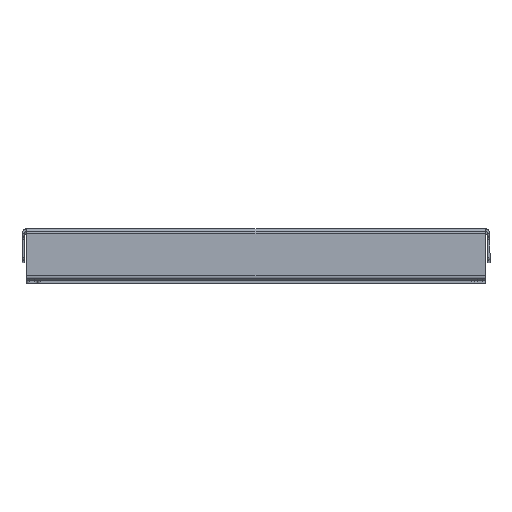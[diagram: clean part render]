
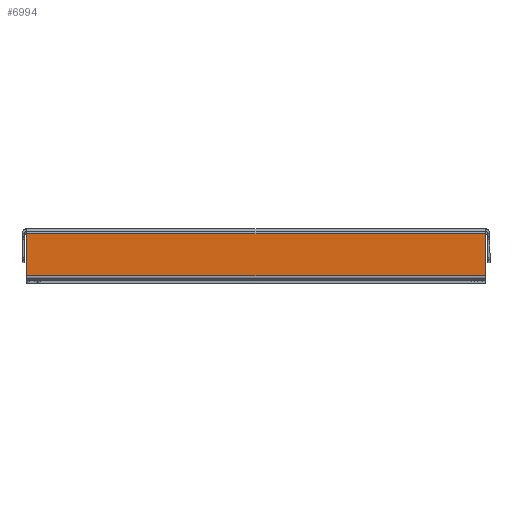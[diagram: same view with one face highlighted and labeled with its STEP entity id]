
A CAD part, top view. The second image highlights one B-rep face of the part: STEP entity #6994.
In plain terms, the highlighted planar face has unit normal (0, 0, 1).
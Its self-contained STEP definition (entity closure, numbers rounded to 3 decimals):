
#179 = LINE ( 'NONE', #3435, #10028 ) ;
#649 = VECTOR ( 'NONE', #3200, 1000. ) ;
#906 = CARTESIAN_POINT ( 'NONE',  ( 146., -30., 449. ) ) ;
#1437 = PLANE ( 'NONE',  #7486 ) ;
#1819 = CARTESIAN_POINT ( 'NONE',  ( 146., -30., 449. ) ) ;
#2021 = CARTESIAN_POINT ( 'NONE',  ( 0., 0., 449. ) ) ;
#2490 = VERTEX_POINT ( 'NONE', #9331 ) ;
#3168 = LINE ( 'NONE', #5614, #9563 ) ;
#3200 = DIRECTION ( 'NONE',  ( 0., -1., 0. ) ) ;
#3435 = CARTESIAN_POINT ( 'NONE',  ( -146., -1.5, 449. ) ) ;
#3485 = DIRECTION ( 'NONE',  ( 0., 1., 0. ) ) ;
#3635 = ORIENTED_EDGE ( 'NONE', *, *, #7934, .F. ) ;
#3696 = CARTESIAN_POINT ( 'NONE',  ( 146., -3., 449. ) ) ;
#3994 = LINE ( 'NONE', #906, #649 ) ;
#4187 = CARTESIAN_POINT ( 'NONE',  ( -146., -30., 449. ) ) ;
#4228 = EDGE_CURVE ( 'NONE', #5817, #2490, #179, .T. ) ;
#4289 = CARTESIAN_POINT ( 'NONE',  ( 0., -3., 449. ) ) ;
#4341 = DIRECTION ( 'NONE',  ( -1., 0., 0. ) ) ;
#4443 = VECTOR ( 'NONE', #4341, 1000. ) ;
#5614 = CARTESIAN_POINT ( 'NONE',  ( -146., -30., 449. ) ) ;
#5817 = VERTEX_POINT ( 'NONE', #4187 ) ;
#5943 = LINE ( 'NONE', #4289, #4443 ) ;
#6232 = DIRECTION ( 'NONE',  ( 0., -1., 0. ) ) ;
#6235 = VERTEX_POINT ( 'NONE', #3696 ) ;
#6994 = ADVANCED_FACE ( 'NONE', ( #8742 ), #1437, .T. ) ;
#7093 = ORIENTED_EDGE ( 'NONE', *, *, #9001, .F. ) ;
#7486 = AXIS2_PLACEMENT_3D ( 'NONE', #2021, #7739, #6232 ) ;
#7665 = EDGE_CURVE ( 'NONE', #6235, #2490, #5943, .T. ) ;
#7666 = ORIENTED_EDGE ( 'NONE', *, *, #7665, .T. ) ;
#7739 = DIRECTION ( 'NONE',  ( 0., 0., 1. ) ) ;
#7934 = EDGE_CURVE ( 'NONE', #9960, #5817, #3168, .T. ) ;
#8470 = EDGE_LOOP ( 'NONE', ( #7093, #7666, #9802, #3635 ) ) ;
#8742 = FACE_OUTER_BOUND ( 'NONE', #8470, .T. ) ;
#9001 = EDGE_CURVE ( 'NONE', #6235, #9960, #3994, .T. ) ;
#9331 = CARTESIAN_POINT ( 'NONE',  ( -146., -3., 449. ) ) ;
#9563 = VECTOR ( 'NONE', #9721, 1000. ) ;
#9721 = DIRECTION ( 'NONE',  ( -1., 0., 0. ) ) ;
#9802 = ORIENTED_EDGE ( 'NONE', *, *, #4228, .F. ) ;
#9960 = VERTEX_POINT ( 'NONE', #1819 ) ;
#10028 = VECTOR ( 'NONE', #3485, 1000. ) ;
